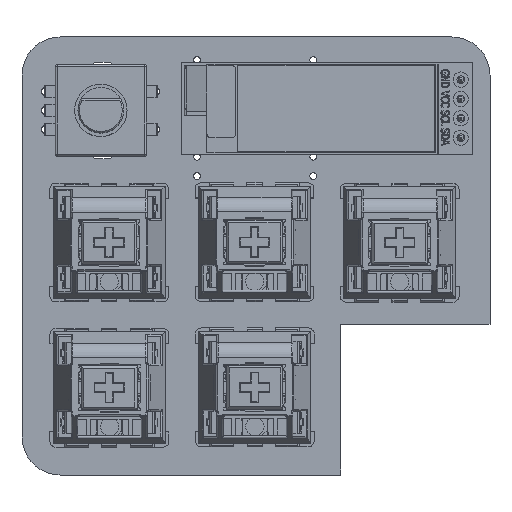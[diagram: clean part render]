
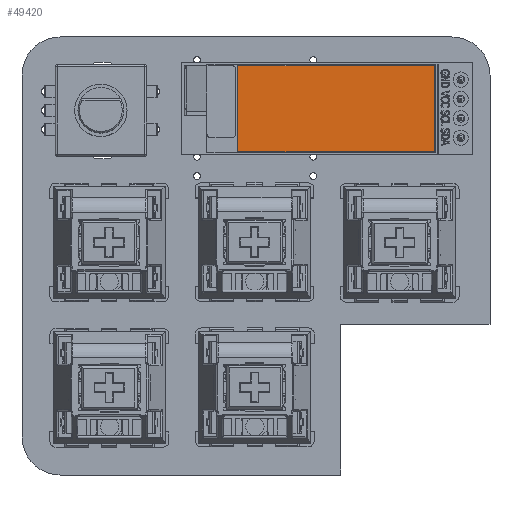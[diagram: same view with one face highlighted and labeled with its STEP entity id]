
A CAD part, top view. The second image highlights one B-rep face of the part: STEP entity #49420.
In plain terms, the highlighted planar face has unit normal (0, 0, 1).
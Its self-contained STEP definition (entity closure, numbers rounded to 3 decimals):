
#49311 = VERTEX_POINT('',#49312);
#49312 = CARTESIAN_POINT('',(11.7,5.65,2.51));
#49318 = EDGE_CURVE('',#49319,#49311,#49321,.T.);
#49319 = VERTEX_POINT('',#49320);
#49320 = CARTESIAN_POINT('',(11.7,-5.65,2.51));
#49321 = LINE('',#49322,#49323);
#49322 = CARTESIAN_POINT('',(11.7,5.65,2.51));
#49323 = VECTOR('',#49324,1.);
#49324 = DIRECTION('',(0.,1.,0.));
#49349 = EDGE_CURVE('',#49350,#49319,#49352,.T.);
#49350 = VERTEX_POINT('',#49351);
#49351 = CARTESIAN_POINT('',(-14.1,-5.65,2.51));
#49352 = LINE('',#49353,#49354);
#49353 = CARTESIAN_POINT('',(11.7,-5.65,2.51));
#49354 = VECTOR('',#49355,1.);
#49355 = DIRECTION('',(1.,0.,0.));
#49380 = EDGE_CURVE('',#49381,#49350,#49383,.T.);
#49381 = VERTEX_POINT('',#49382);
#49382 = CARTESIAN_POINT('',(-14.1,5.65,2.51));
#49383 = LINE('',#49384,#49385);
#49384 = CARTESIAN_POINT('',(-14.1,-5.65,2.51));
#49385 = VECTOR('',#49386,1.);
#49386 = DIRECTION('',(0.,-1.,0.));
#49409 = EDGE_CURVE('',#49311,#49381,#49410,.T.);
#49410 = LINE('',#49411,#49412);
#49411 = CARTESIAN_POINT('',(-14.1,5.65,2.51));
#49412 = VECTOR('',#49413,1.);
#49413 = DIRECTION('',(-1.,0.,0.));
#49420 = ADVANCED_FACE('',(#49421),#49427,.T.);
#49421 = FACE_BOUND('',#49422,.T.);
#49422 = EDGE_LOOP('',(#49423,#49424,#49425,#49426));
#49423 = ORIENTED_EDGE('',*,*,#49409,.T.);
#49424 = ORIENTED_EDGE('',*,*,#49380,.T.);
#49425 = ORIENTED_EDGE('',*,*,#49349,.T.);
#49426 = ORIENTED_EDGE('',*,*,#49318,.T.);
#49427 = PLANE('',#49428);
#49428 = AXIS2_PLACEMENT_3D('',#49429,#49430,#49431);
#49429 = CARTESIAN_POINT('',(-1.2,0.,2.51));
#49430 = DIRECTION('',(0.,0.,1.));
#49431 = DIRECTION('',(1.,0.,-0.));
